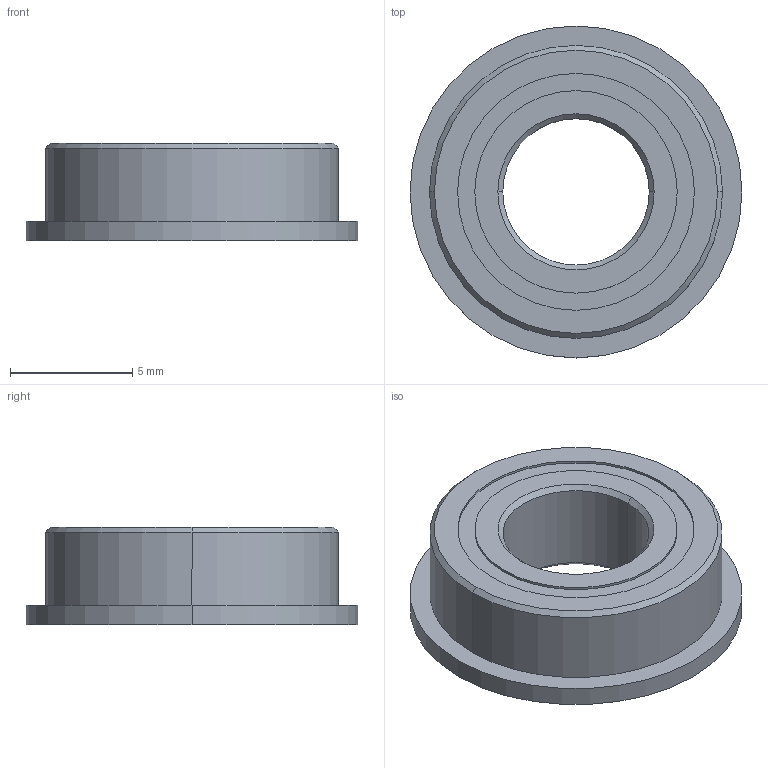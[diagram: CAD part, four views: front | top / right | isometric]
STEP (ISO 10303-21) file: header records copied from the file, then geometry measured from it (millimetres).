
FILE_DESCRIPTION (( 'STEP AP214' ), '1' );
FILE_NAME ('am-3377 6x12x4 Flanged Bearing.STEP', '2016-09-09T00:45:43', ( '' ), ( '' ), 'SwSTEP 2.0', 'SolidWorks 2014', '' );
FILE_SCHEMA (( 'AUTOMOTIVE_DESIGN' ));
Length unit declared in the file: millimetre
Products named in the file (1): am-3377 6x12x4 Flanged Bearing
Bounding box: 13.6 x 13.6 x 4 mm (x, y, z)
Volume: 321.4 mm3; surface area: 994.5 mm2
Topology: 16 solids, 16 shells, 67 faces, 170 edges, 112 vertices
Faces by surface type: sphere 24, cylinder 22, plane 9, torus 6, cone 6
Entity records: 2037 total; most frequent: DIRECTION 328, CARTESIAN_POINT 254, ORIENTED_EDGE 220, AXIS2_PLACEMENT_3D 150, EDGE_CURVE 110, CIRCLE 82, EDGE_LOOP 76, VERTEX_POINT 76
